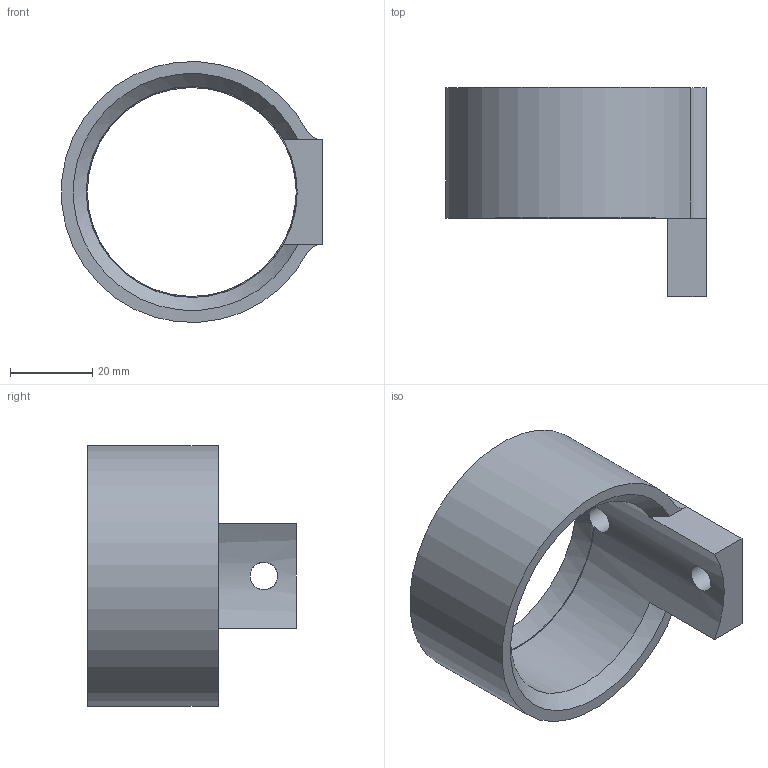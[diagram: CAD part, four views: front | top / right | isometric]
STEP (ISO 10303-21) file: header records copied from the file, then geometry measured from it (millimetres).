
FILE_DESCRIPTION(/* description */ (''),/* implementation_level */ '2;1');
FILE_NAME(/* name */ 'WL-008.stp',/* time_stamp */ '2025-03-01T12:16:36-05:00',/* author */ ('slick'),/* organization */ (''),/* preprocessor_version */ 'ST-DEVELOPER v19.2',/* originating_system */ 'Autodesk Inventor 2023',/* authorisation */ '');
FILE_SCHEMA (('AUTOMOTIVE_DESIGN { 1 0 10303 214 3 1 1 }'));
Length unit declared in the file: inch
Products named in the file (1): WL-008
Bounding box: 63.38 x 50.8 x 63.41 mm (x, y, z)
Volume: 38268.1 mm3; surface area: 15124.4 mm2
Topology: 1 solids, 1 shells, 15 faces, 46 edges, 30 vertices
Faces by surface type: cylinder 7, plane 7, cone 1
Full cylindrical faces by diameter (mm): 6.7 x2, 50.8 x1, 51.308 x1
Entity records: 637 total; most frequent: CARTESIAN_POINT 172, ORIENTED_EDGE 92, DIRECTION 85, EDGE_CURVE 46, AXIS2_PLACEMENT_3D 32, VERTEX_POINT 30, LINE 21, VECTOR 21
